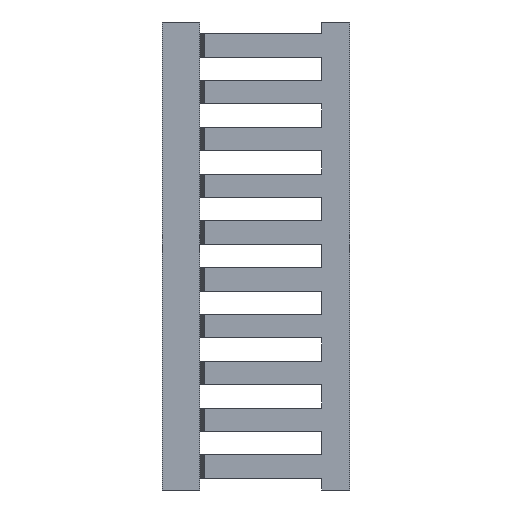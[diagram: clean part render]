
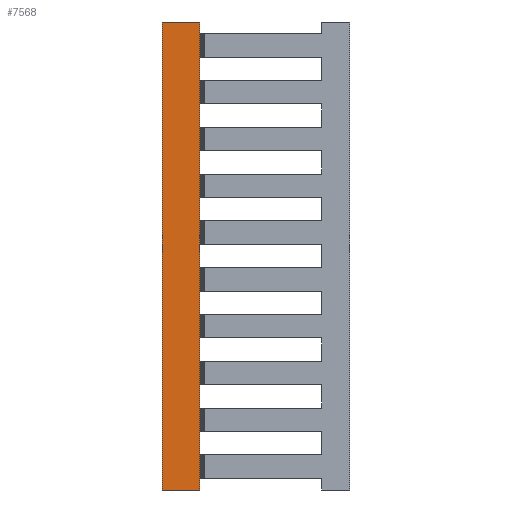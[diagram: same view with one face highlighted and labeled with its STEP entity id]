
A CAD part, left-side view. The second image highlights one B-rep face of the part: STEP entity #7568.
In plain terms, the highlighted planar face has unit normal (-1, 0, 0).
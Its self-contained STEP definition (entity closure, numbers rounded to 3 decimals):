
#21 = LINE ( 'NONE', #3227, #656 ) ;
#152 = ORIENTED_EDGE ( 'NONE', *, *, #5807, .T. ) ;
#656 = VECTOR ( 'NONE', #7543, 1000. ) ;
#687 = ORIENTED_EDGE ( 'NONE', *, *, #7150, .T. ) ;
#968 = ORIENTED_EDGE ( 'NONE', *, *, #1151, .F. ) ;
#1069 = LINE ( 'NONE', #4323, #7563 ) ;
#1151 = EDGE_CURVE ( 'NONE', #7868, #7498, #3199, .T. ) ;
#1162 = VERTEX_POINT ( 'NONE', #4459 ) ;
#1491 = DIRECTION ( 'NONE',  ( 0., -1., 0. ) ) ;
#1502 = CARTESIAN_POINT ( 'NONE',  ( -20., 32., 0. ) ) ;
#1793 = DIRECTION ( 'NONE',  ( -1., 0., 0. ) ) ;
#1836 = CARTESIAN_POINT ( 'NONE',  ( -20., 40., -100. ) ) ;
#2247 = ORIENTED_EDGE ( 'NONE', *, *, #4934, .F. ) ;
#2445 = FACE_OUTER_BOUND ( 'NONE', #7799, .T. ) ;
#3199 = LINE ( 'NONE', #5677, #6770 ) ;
#3227 = CARTESIAN_POINT ( 'NONE',  ( -20., 32., -100. ) ) ;
#3421 = DIRECTION ( 'NONE',  ( 0., 0., 1. ) ) ;
#3631 = VECTOR ( 'NONE', #1491, 1000. ) ;
#4011 = CARTESIAN_POINT ( 'NONE',  ( -20., 40., -100. ) ) ;
#4323 = CARTESIAN_POINT ( 'NONE',  ( -20., 40., -100. ) ) ;
#4436 = CARTESIAN_POINT ( 'NONE',  ( -20., 40., 0. ) ) ;
#4459 = CARTESIAN_POINT ( 'NONE',  ( -20., 32., -100. ) ) ;
#4495 = DIRECTION ( 'NONE',  ( 0., 0., 1. ) ) ;
#4934 = EDGE_CURVE ( 'NONE', #7498, #5834, #6921, .T. ) ;
#5677 = CARTESIAN_POINT ( 'NONE',  ( -20., 40., -100. ) ) ;
#5807 = EDGE_CURVE ( 'NONE', #1162, #5834, #21, .T. ) ;
#5834 = VERTEX_POINT ( 'NONE', #1502 ) ;
#5901 = PLANE ( 'NONE',  #7569 ) ;
#6065 = DIRECTION ( 'NONE',  ( 0., -1., 0. ) ) ;
#6770 = VECTOR ( 'NONE', #4495, 1000. ) ;
#6921 = LINE ( 'NONE', #4436, #3631 ) ;
#7150 = EDGE_CURVE ( 'NONE', #7868, #1162, #1069, .T. ) ;
#7498 = VERTEX_POINT ( 'NONE', #7731 ) ;
#7543 = DIRECTION ( 'NONE',  ( 0., 0., 1. ) ) ;
#7563 = VECTOR ( 'NONE', #6065, 1000. ) ;
#7568 = ADVANCED_FACE ( 'NONE', ( #2445 ), #5901, .T. ) ;
#7569 = AXIS2_PLACEMENT_3D ( 'NONE', #1836, #1793, #3421 ) ;
#7731 = CARTESIAN_POINT ( 'NONE',  ( -20., 40., 0. ) ) ;
#7799 = EDGE_LOOP ( 'NONE', ( #2247, #968, #687, #152 ) ) ;
#7868 = VERTEX_POINT ( 'NONE', #4011 ) ;
